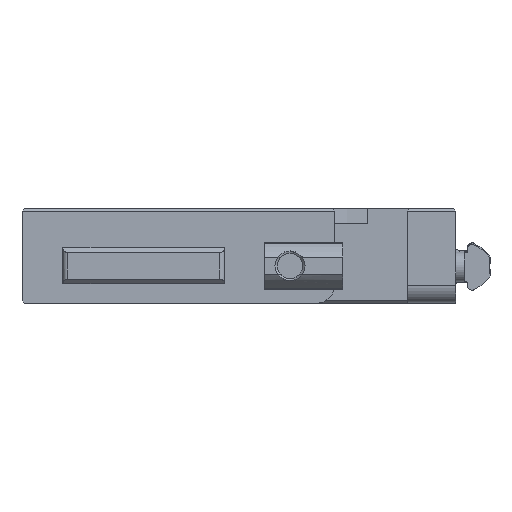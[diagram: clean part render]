
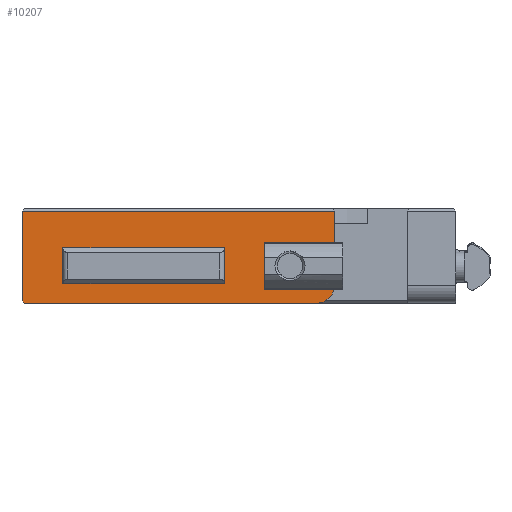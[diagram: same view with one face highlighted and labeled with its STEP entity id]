
A CAD part, front view. The second image highlights one B-rep face of the part: STEP entity #10207.
In plain terms, the highlighted planar face has unit normal (0, -1, 0).
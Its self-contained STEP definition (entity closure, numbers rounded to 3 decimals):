
#61=FACE_BOUND('',#1477,.T.);
#62=FACE_BOUND('',#1478,.T.);
#412=PLANE('',#11035);
#926=FACE_OUTER_BOUND('',#1476,.T.);
#1476=EDGE_LOOP('',(#8779,#8780,#8781,#8782,#8783,#8784));
#1477=EDGE_LOOP('',(#8785,#8786,#8787,#8788));
#1478=EDGE_LOOP('',(#8789));
#1970=CIRCLE('',#11036,3.);
#1971=CIRCLE('',#11037,2.625);
#2467=LINE('',#16263,#3631);
#2469=LINE('',#16269,#3633);
#2472=LINE('',#16277,#3636);
#2473=LINE('',#16279,#3637);
#2503=LINE('',#16349,#3667);
#2773=LINE('',#16930,#3937);
#2803=LINE('',#16989,#3967);
#2804=LINE('',#16990,#3968);
#2805=LINE('',#16993,#3969);
#3631=VECTOR('',#12707,10.);
#3633=VECTOR('',#12713,10.);
#3636=VECTOR('',#12722,10.);
#3637=VECTOR('',#12725,10.);
#3667=VECTOR('',#12787,10.);
#3937=VECTOR('',#13231,25.4);
#3967=VECTOR('',#13269,10.);
#3968=VECTOR('',#13270,25.4);
#3969=VECTOR('',#13273,10.);
#4808=VERTEX_POINT('',#16257);
#4810=VERTEX_POINT('',#16261);
#4812=VERTEX_POINT('',#16266);
#4814=VERTEX_POINT('',#16275);
#4835=VERTEX_POINT('',#16339);
#4838=VERTEX_POINT('',#16347);
#5061=VERTEX_POINT('',#16927);
#5062=VERTEX_POINT('',#16929);
#5087=VERTEX_POINT('',#16988);
#5088=VERTEX_POINT('',#16991);
#5089=VERTEX_POINT('',#16994);
#6026=EDGE_CURVE('',#4808,#4810,#2467,.T.);
#6029=EDGE_CURVE('',#4812,#4808,#2469,.T.);
#6033=EDGE_CURVE('',#4810,#4814,#2472,.T.);
#6034=EDGE_CURVE('',#4814,#4812,#2473,.T.);
#6068=EDGE_CURVE('',#4838,#4835,#2503,.T.);
#6361=EDGE_CURVE('',#5061,#5062,#2773,.T.);
#6391=EDGE_CURVE('',#5087,#4838,#2803,.T.);
#6392=EDGE_CURVE('',#5087,#5062,#2804,.T.);
#6393=EDGE_CURVE('',#5088,#5061,#1970,.T.);
#6394=EDGE_CURVE('',#5088,#4835,#2805,.T.);
#6395=EDGE_CURVE('',#5089,#5089,#1971,.T.);
#8779=ORIENTED_EDGE('',*,*,#6068,.F.);
#8780=ORIENTED_EDGE('',*,*,#6391,.F.);
#8781=ORIENTED_EDGE('',*,*,#6392,.T.);
#8782=ORIENTED_EDGE('',*,*,#6361,.F.);
#8783=ORIENTED_EDGE('',*,*,#6393,.F.);
#8784=ORIENTED_EDGE('',*,*,#6394,.T.);
#8785=ORIENTED_EDGE('',*,*,#6026,.T.);
#8786=ORIENTED_EDGE('',*,*,#6033,.T.);
#8787=ORIENTED_EDGE('',*,*,#6034,.T.);
#8788=ORIENTED_EDGE('',*,*,#6029,.T.);
#8789=ORIENTED_EDGE('',*,*,#6395,.F.);
#10207=ADVANCED_FACE('',(#926,#61,#62),#412,.F.);
#11035=AXIS2_PLACEMENT_3D('',#16987,#13267,#13268);
#11036=AXIS2_PLACEMENT_3D('',#16992,#13271,#13272);
#11037=AXIS2_PLACEMENT_3D('',#16995,#13274,#13275);
#12707=DIRECTION('',(0.,0.,1.));
#12713=DIRECTION('',(-1.,0.,0.));
#12722=DIRECTION('',(1.,0.,0.));
#12725=DIRECTION('',(0.,0.,-1.));
#12787=DIRECTION('',(1.,0.,0.));
#13231=DIRECTION('',(-1.,0.,0.));
#13267=DIRECTION('center_axis',(0.,1.,0.));
#13268=DIRECTION('ref_axis',(-1.,0.,0.));
#13269=DIRECTION('',(0.,0.,1.));
#13270=DIRECTION('',(0.707,0.,-0.707));
#13271=DIRECTION('center_axis',(0.,1.,0.));
#13272=DIRECTION('ref_axis',(0.707,0.,-0.707));
#13273=DIRECTION('',(0.,0.,1.));
#13274=DIRECTION('center_axis',(0.,-1.,0.));
#13275=DIRECTION('ref_axis',(-1.,0.,0.));
#16257=CARTESIAN_POINT('',(184.585,-317.685,-13.415));
#16261=CARTESIAN_POINT('',(184.585,-317.685,-7.415));
#16263=CARTESIAN_POINT('',(184.585,-317.685,-11.965));
#16266=CARTESIAN_POINT('',(211.485,-317.685,-13.415));
#16269=CARTESIAN_POINT('',(274.535,-317.685,-13.415));
#16275=CARTESIAN_POINT('',(211.485,-317.685,-7.415));
#16277=CARTESIAN_POINT('',(254.535,-317.685,-7.415));
#16279=CARTESIAN_POINT('',(211.485,-317.685,-11.391));
#16339=CARTESIAN_POINT('',(229.77,-317.685,-1.31));
#16347=CARTESIAN_POINT('',(177.785,-317.685,-1.31));
#16349=CARTESIAN_POINT('',(240.81,-317.685,-1.31));
#16927=CARTESIAN_POINT('',(226.77,-317.685,-16.615));
#16929=CARTESIAN_POINT('',(178.185,-317.685,-16.615));
#16930=CARTESIAN_POINT('',(249.06,-317.685,-16.615));
#16987=CARTESIAN_POINT('Origin',(266.535,-317.685,-13.11));
#16988=CARTESIAN_POINT('',(177.785,-317.685,-16.215));
#16989=CARTESIAN_POINT('',(177.785,-317.685,-10.936));
#16990=CARTESIAN_POINT('',(199.296,-317.685,-37.726));
#16991=CARTESIAN_POINT('',(229.77,-317.685,-13.615));
#16992=CARTESIAN_POINT('Origin',(226.77,-317.685,-13.615));
#16993=CARTESIAN_POINT('',(229.77,-317.685,-4.415));
#16994=CARTESIAN_POINT('',(219.745,-317.685,-10.415));
#16995=CARTESIAN_POINT('Origin',(222.37,-317.685,-10.415));
